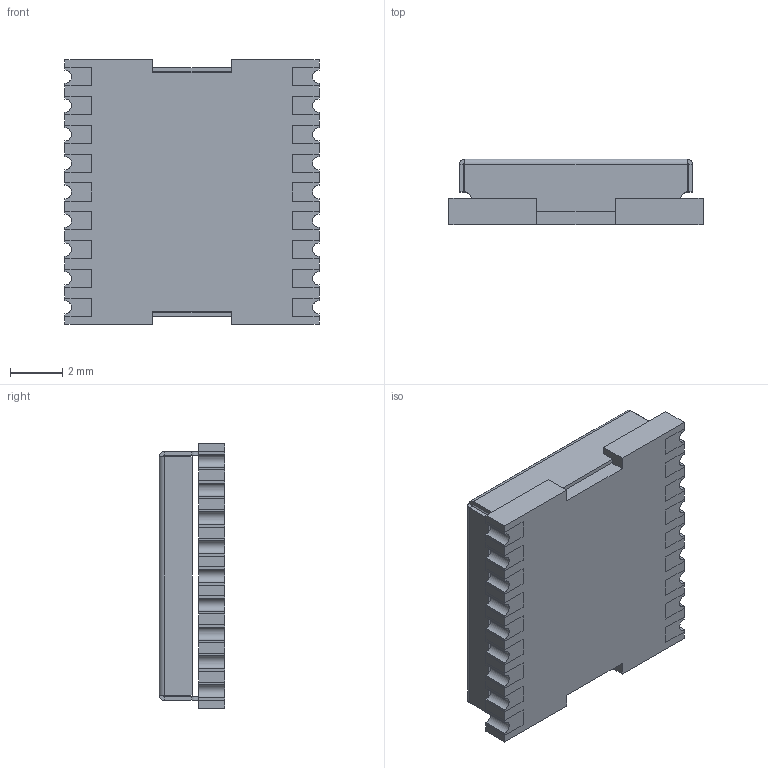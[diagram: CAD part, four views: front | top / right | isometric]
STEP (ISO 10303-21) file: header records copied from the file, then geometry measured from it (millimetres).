
FILE_DESCRIPTION (( 'STEP AP214' ), '1' );
FILE_NAME ('SIM28ML.STEP', '2020-01-17T09:59:16', ( '' ), ( '' ), 'SwSTEP 2.0', 'SolidWorks 2017', '' );
FILE_SCHEMA (( 'AUTOMOTIVE_DESIGN' ));
Length unit declared in the file: millimetre
Products named in the file (1): SIM28ML
Bounding box: 9.7 x 2.5 x 10.1 mm (x, y, z)
Volume: 112.3 mm3; surface area: 572.7 mm2
Topology: 20 solids, 20 shells, 361 faces, 922 edges, 604 vertices
Faces by surface type: plane 325, cylinder 36
Entity records: 10917 total; most frequent: CARTESIAN_POINT 1888, ORIENTED_EDGE 1844, DIRECTION 1718, EDGE_CURVE 922, LINE 850, VECTOR 850, VERTEX_POINT 604, AXIS2_PLACEMENT_3D 434
